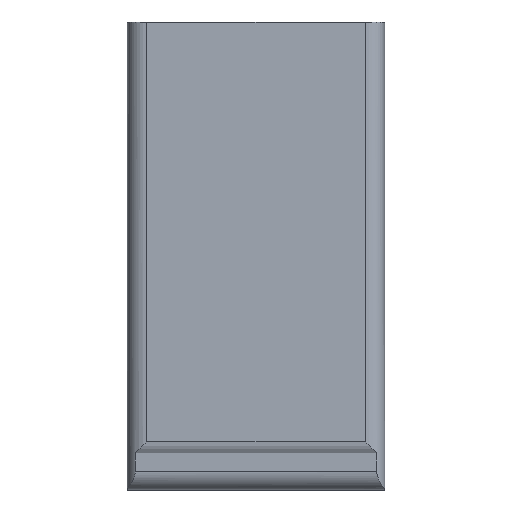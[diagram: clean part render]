
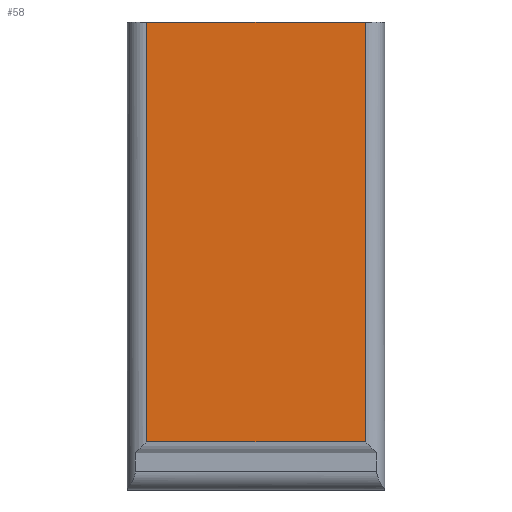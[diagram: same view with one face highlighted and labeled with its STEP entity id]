
A CAD part, front view. The second image highlights one B-rep face of the part: STEP entity #58.
In plain terms, the highlighted planar face has unit normal (0, -1, 0).
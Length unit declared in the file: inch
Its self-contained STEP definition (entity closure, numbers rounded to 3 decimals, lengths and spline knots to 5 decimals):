
#3 = DIRECTION ( 'NONE',  ( 1., 0., 0. ) ) ;
#8 = ORIENTED_EDGE ( 'NONE', *, *, #66, .F. ) ;
#14 = EDGE_CURVE ( 'NONE', #140, #50, #86, .T. ) ;
#23 = CARTESIAN_POINT ( 'NONE',  ( -0.56929, -0.09843, -1.06263 ) ) ;
#34 = VERTEX_POINT ( 'NONE', #91 ) ;
#50 = VERTEX_POINT ( 'NONE', #51 ) ;
#51 = CARTESIAN_POINT ( 'NONE',  ( 0.56929, -0.09843, 1.12047 ) ) ;
#54 = CARTESIAN_POINT ( 'NONE',  ( 0.56929, -0.09843, 1.12047 ) ) ;
#57 = ORIENTED_EDGE ( 'NONE', *, *, #445, .T. ) ;
#58 = ADVANCED_FACE ( 'NONE', ( #113 ), #365, .T. ) ;
#66 = EDGE_CURVE ( 'NONE', #34, #50, #313, .T. ) ;
#86 = LINE ( 'NONE', #54, #125 ) ;
#91 = CARTESIAN_POINT ( 'NONE',  ( -0.56929, -0.09843, 1.12047 ) ) ;
#101 = VECTOR ( 'NONE', #3, 39.37008 ) ;
#102 = CARTESIAN_POINT ( 'NONE',  ( 0.56929, -0.09843, -1.06263 ) ) ;
#113 = FACE_OUTER_BOUND ( 'NONE', #288, .T. ) ;
#122 = EDGE_CURVE ( 'NONE', #34, #356, #154, .T. ) ;
#124 = VECTOR ( 'NONE', #406, 39.37008 ) ;
#125 = VECTOR ( 'NONE', #216, 39.37008 ) ;
#140 = VERTEX_POINT ( 'NONE', #102 ) ;
#145 = AXIS2_PLACEMENT_3D ( 'NONE', #471, #211, #362 ) ;
#148 = ORIENTED_EDGE ( 'NONE', *, *, #14, .T. ) ;
#153 = DIRECTION ( 'NONE',  ( 1., 0., 0. ) ) ;
#154 = LINE ( 'NONE', #481, #124 ) ;
#158 = CARTESIAN_POINT ( 'NONE',  ( 0.66929, -0.09843, -1.06263 ) ) ;
#167 = CARTESIAN_POINT ( 'NONE',  ( -0.66929, -0.09843, 1.12047 ) ) ;
#183 = LINE ( 'NONE', #158, #199 ) ;
#199 = VECTOR ( 'NONE', #153, 39.37008 ) ;
#211 = DIRECTION ( 'NONE',  ( 0., -1., 0. ) ) ;
#215 = ORIENTED_EDGE ( 'NONE', *, *, #122, .T. ) ;
#216 = DIRECTION ( 'NONE',  ( 0., 0., 1. ) ) ;
#288 = EDGE_LOOP ( 'NONE', ( #8, #215, #57, #148 ) ) ;
#313 = LINE ( 'NONE', #167, #101 ) ;
#356 = VERTEX_POINT ( 'NONE', #23 ) ;
#362 = DIRECTION ( 'NONE',  ( 0., 0., -1. ) ) ;
#365 = PLANE ( 'NONE',  #145 ) ;
#406 = DIRECTION ( 'NONE',  ( 0., 0., -1. ) ) ;
#445 = EDGE_CURVE ( 'NONE', #356, #140, #183, .T. ) ;
#471 = CARTESIAN_POINT ( 'NONE',  ( 0., -0.09843, 0. ) ) ;
#481 = CARTESIAN_POINT ( 'NONE',  ( -0.56929, -0.09843, -1.12047 ) ) ;
